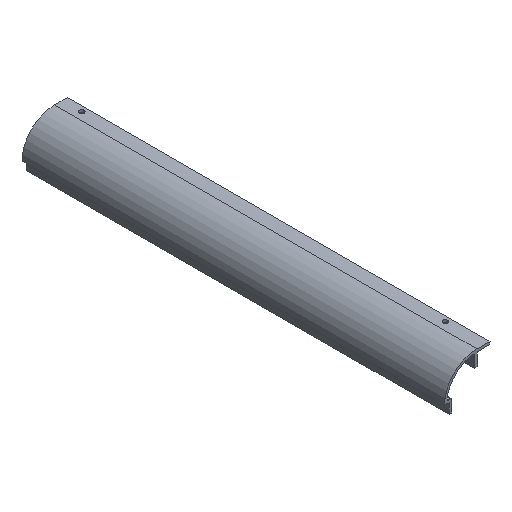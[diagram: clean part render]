
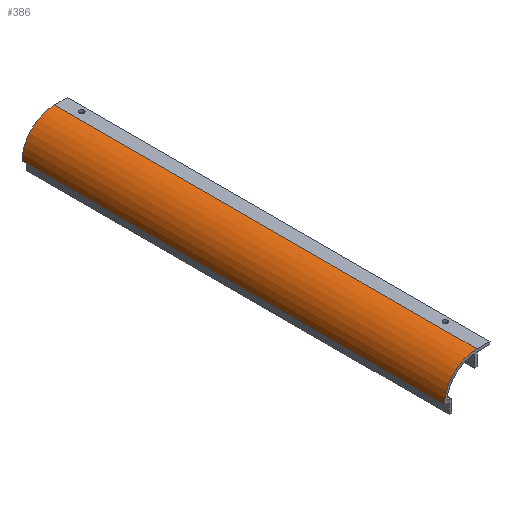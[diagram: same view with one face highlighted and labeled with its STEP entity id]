
A CAD part, isometric view. The second image highlights one B-rep face of the part: STEP entity #386.
In plain terms, the highlighted cylindrical face has radius 25 mm (diameter 50 mm), a partial arc.
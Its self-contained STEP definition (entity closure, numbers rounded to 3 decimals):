
#43=FACE_OUTER_BOUND('',#63,.T.);
#63=EDGE_LOOP('',(#316,#317,#318,#319));
#103=LINE('',#634,#143);
#104=LINE('',#638,#144);
#143=VECTOR('',#518,10.);
#144=VECTOR('',#523,10.);
#167=CIRCLE('',#428,25.);
#168=CIRCLE('',#433,25.);
#190=VERTEX_POINT('',#608);
#191=VERTEX_POINT('',#610);
#199=VERTEX_POINT('',#632);
#200=VERTEX_POINT('',#636);
#233=EDGE_CURVE('',#190,#191,#167,.T.);
#245=EDGE_CURVE('',#190,#199,#103,.T.);
#246=EDGE_CURVE('',#200,#199,#168,.T.);
#247=EDGE_CURVE('',#191,#200,#104,.T.);
#316=ORIENTED_EDGE('',*,*,#245,.T.);
#317=ORIENTED_EDGE('',*,*,#246,.F.);
#318=ORIENTED_EDGE('',*,*,#247,.F.);
#319=ORIENTED_EDGE('',*,*,#233,.F.);
#373=CYLINDRICAL_SURFACE('',#432,25.);
#386=ADVANCED_FACE('',(#43),#373,.T.);
#428=AXIS2_PLACEMENT_3D('',#611,#499,#500);
#432=AXIS2_PLACEMENT_3D('',#635,#519,#520);
#433=AXIS2_PLACEMENT_3D('',#637,#521,#522);
#499=DIRECTION('center_axis',(0.,1.,0.));
#500=DIRECTION('ref_axis',(0.,0.,1.));
#518=DIRECTION('',(0.,-1.,0.));
#519=DIRECTION('center_axis',(0.,-1.,0.));
#520=DIRECTION('ref_axis',(0.,0.,1.));
#521=DIRECTION('center_axis',(0.,-1.,0.));
#522=DIRECTION('ref_axis',(0.,0.,1.));
#523=DIRECTION('',(0.,-1.,0.));
#608=CARTESIAN_POINT('',(38.363,210.541,166.478));
#610=CARTESIAN_POINT('',(63.363,210.541,191.478));
#611=CARTESIAN_POINT('Origin',(63.363,210.541,166.478));
#632=CARTESIAN_POINT('',(38.363,-114.859,166.478));
#634=CARTESIAN_POINT('',(38.363,-101.959,166.478));
#635=CARTESIAN_POINT('Origin',(63.363,-101.959,166.478));
#636=CARTESIAN_POINT('',(63.363,-114.859,191.478));
#637=CARTESIAN_POINT('Origin',(63.363,-114.859,166.478));
#638=CARTESIAN_POINT('',(63.363,-101.959,191.478));
